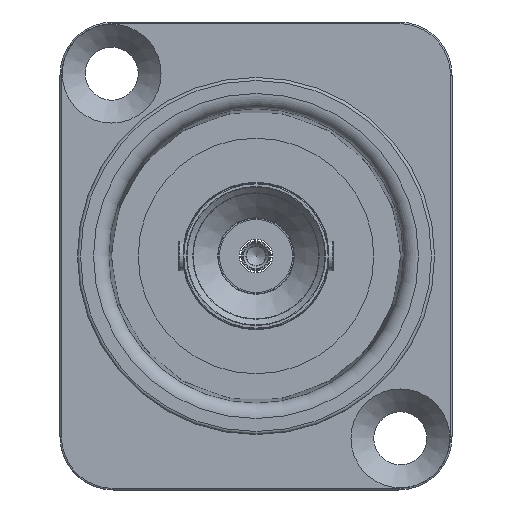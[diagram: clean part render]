
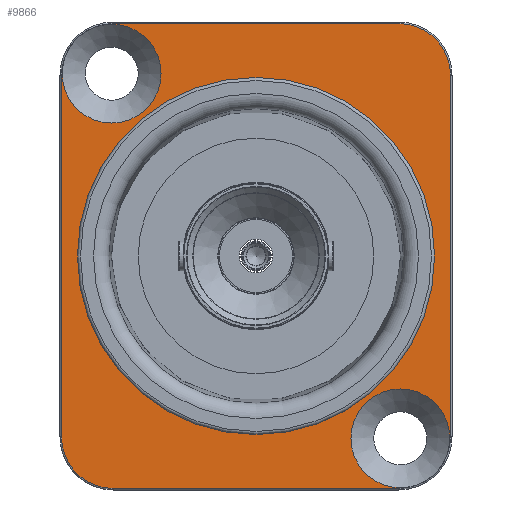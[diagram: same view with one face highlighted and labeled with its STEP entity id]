
A CAD part, front view. The second image highlights one B-rep face of the part: STEP entity #9866.
In plain terms, the highlighted planar face has unit normal (0, -1, 0).
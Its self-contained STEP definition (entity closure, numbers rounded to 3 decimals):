
#745=LINE('',#61245,#1061);
#746=LINE('',#61249,#1062);
#747=LINE('',#61253,#1063);
#748=LINE('',#61256,#1064);
#1061=VECTOR('',#12919,23.8);
#1062=VECTOR('',#12922,18.8);
#1063=VECTOR('',#12925,23.8);
#1064=VECTOR('',#12928,18.8);
#1765=PLANE('',#10786);
#1857=FACE_BOUND('',#3188,.T.);
#1858=FACE_BOUND('',#3189,.T.);
#1859=FACE_BOUND('',#3190,.T.);
#2470=FACE_OUTER_BOUND('',#3187,.T.);
#3187=EDGE_LOOP('',(#8928,#8929,#8930,#8931,#8932,#8933,#8934,#8935));
#3188=EDGE_LOOP('',(#8936));
#3189=EDGE_LOOP('',(#8937));
#3190=EDGE_LOOP('',(#8938));
#3710=CIRCLE('',#10787,3.4);
#3711=CIRCLE('',#10788,3.4);
#3712=CIRCLE('',#10789,3.4);
#3713=CIRCLE('',#10790,3.4);
#3714=CIRCLE('',#10791,3.25);
#3715=CIRCLE('',#10792,3.25);
#3716=CIRCLE('',#10793,11.75);
#4626=VERTEX_POINT('',#61241);
#4627=VERTEX_POINT('',#61242);
#4628=VERTEX_POINT('',#61244);
#4629=VERTEX_POINT('',#61246);
#4630=VERTEX_POINT('',#61248);
#4631=VERTEX_POINT('',#61250);
#4632=VERTEX_POINT('',#61252);
#4633=VERTEX_POINT('',#61254);
#4634=VERTEX_POINT('',#61257);
#4635=VERTEX_POINT('',#61259);
#4636=VERTEX_POINT('',#61261);
#6074=EDGE_CURVE('',#4626,#4627,#3710,.T.);
#6075=EDGE_CURVE('',#4627,#4628,#745,.T.);
#6076=EDGE_CURVE('',#4628,#4629,#3711,.T.);
#6077=EDGE_CURVE('',#4629,#4630,#746,.T.);
#6078=EDGE_CURVE('',#4630,#4631,#3712,.T.);
#6079=EDGE_CURVE('',#4631,#4632,#747,.T.);
#6080=EDGE_CURVE('',#4632,#4633,#3713,.T.);
#6081=EDGE_CURVE('',#4633,#4626,#748,.T.);
#6082=EDGE_CURVE('',#4634,#4634,#3714,.T.);
#6083=EDGE_CURVE('',#4635,#4635,#3715,.T.);
#6084=EDGE_CURVE('',#4636,#4636,#3716,.T.);
#8928=ORIENTED_EDGE('',*,*,#6074,.T.);
#8929=ORIENTED_EDGE('',*,*,#6075,.T.);
#8930=ORIENTED_EDGE('',*,*,#6076,.T.);
#8931=ORIENTED_EDGE('',*,*,#6077,.T.);
#8932=ORIENTED_EDGE('',*,*,#6078,.T.);
#8933=ORIENTED_EDGE('',*,*,#6079,.T.);
#8934=ORIENTED_EDGE('',*,*,#6080,.T.);
#8935=ORIENTED_EDGE('',*,*,#6081,.T.);
#8936=ORIENTED_EDGE('',*,*,#6082,.T.);
#8937=ORIENTED_EDGE('',*,*,#6083,.T.);
#8938=ORIENTED_EDGE('',*,*,#6084,.F.);
#9866=ADVANCED_FACE('',(#2470,#1857,#1858,#1859),#1765,.F.);
#10786=AXIS2_PLACEMENT_3D('',#61240,#12915,#12916);
#10787=AXIS2_PLACEMENT_3D('',#61243,#12917,#12918);
#10788=AXIS2_PLACEMENT_3D('',#61247,#12920,#12921);
#10789=AXIS2_PLACEMENT_3D('',#61251,#12923,#12924);
#10790=AXIS2_PLACEMENT_3D('',#61255,#12926,#12927);
#10791=AXIS2_PLACEMENT_3D('',#61258,#12929,#12930);
#10792=AXIS2_PLACEMENT_3D('',#61260,#12931,#12932);
#10793=AXIS2_PLACEMENT_3D('',#61262,#12933,#12934);
#12915=DIRECTION('center_axis',(0.,1.,0.));
#12916=DIRECTION('ref_axis',(1.,0.,0.));
#12917=DIRECTION('center_axis',(0.,-1.,0.));
#12918=DIRECTION('ref_axis',(0.,0.,-1.));
#12919=DIRECTION('',(0.,0.,1.));
#12920=DIRECTION('center_axis',(0.,-1.,0.));
#12921=DIRECTION('ref_axis',(1.,0.,0.));
#12922=DIRECTION('',(-1.,0.,0.));
#12923=DIRECTION('center_axis',(0.,-1.,0.));
#12924=DIRECTION('ref_axis',(0.,0.,1.));
#12925=DIRECTION('',(0.,0.,-1.));
#12926=DIRECTION('center_axis',(0.,-1.,0.));
#12927=DIRECTION('ref_axis',(-1.,0.,0.));
#12928=DIRECTION('',(1.,0.,0.));
#12929=DIRECTION('center_axis',(0.,1.,0.));
#12930=DIRECTION('ref_axis',(1.,0.,0.));
#12931=DIRECTION('center_axis',(0.,1.,0.));
#12932=DIRECTION('ref_axis',(1.,0.,0.));
#12933=DIRECTION('center_axis',(0.,-1.,0.));
#12934=DIRECTION('ref_axis',(-1.,0.,0.));
#61240=CARTESIAN_POINT('Origin',(0.,0.,0.));
#61241=CARTESIAN_POINT('',(9.4,0.,-15.3));
#61242=CARTESIAN_POINT('',(12.8,0.,-11.9));
#61243=CARTESIAN_POINT('Origin',(9.4,0.,-11.9));
#61244=CARTESIAN_POINT('',(12.8,0.,11.9));
#61245=CARTESIAN_POINT('',(12.8,0.,-11.9));
#61246=CARTESIAN_POINT('',(9.4,0.,15.3));
#61247=CARTESIAN_POINT('Origin',(9.4,0.,11.9));
#61248=CARTESIAN_POINT('',(-9.4,0.,15.3));
#61249=CARTESIAN_POINT('',(9.4,0.,15.3));
#61250=CARTESIAN_POINT('',(-12.8,0.,11.9));
#61251=CARTESIAN_POINT('Origin',(-9.4,0.,11.9));
#61252=CARTESIAN_POINT('',(-12.8,0.,-11.9));
#61253=CARTESIAN_POINT('',(-12.8,0.,11.9));
#61254=CARTESIAN_POINT('',(-9.4,0.,-15.3));
#61255=CARTESIAN_POINT('Origin',(-9.4,0.,-11.9));
#61256=CARTESIAN_POINT('',(-9.4,0.,-15.3));
#61257=CARTESIAN_POINT('',(-12.75,0.,12.));
#61258=CARTESIAN_POINT('Origin',(-9.5,0.,12.));
#61259=CARTESIAN_POINT('',(6.25,0.,-12.));
#61260=CARTESIAN_POINT('Origin',(9.5,0.,-12.));
#61261=CARTESIAN_POINT('',(11.75,0.,0.));
#61262=CARTESIAN_POINT('Origin',(0.,0.,0.));
